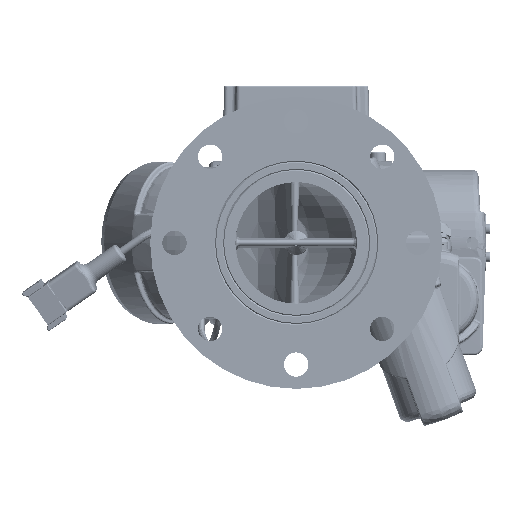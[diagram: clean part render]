
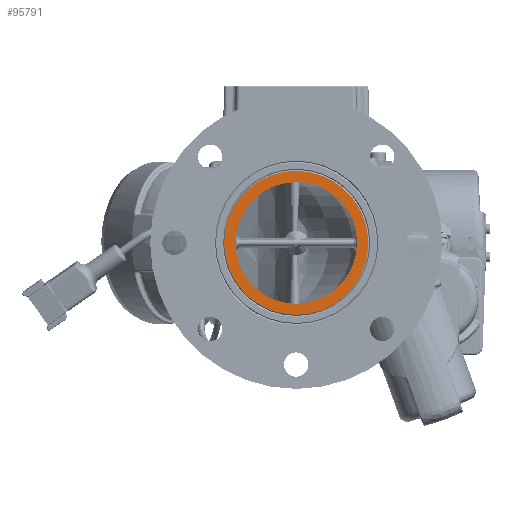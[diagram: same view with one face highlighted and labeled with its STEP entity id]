
A CAD part, front view. The second image highlights one B-rep face of the part: STEP entity #95791.
In plain terms, the highlighted planar face has unit normal (0, -1, 0).
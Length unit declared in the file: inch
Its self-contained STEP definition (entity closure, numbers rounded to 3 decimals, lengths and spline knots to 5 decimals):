
#1647 = CARTESIAN_POINT ( 'NONE',  ( 0., -5.2645, 0. ) ) ;
#10103 = AXIS2_PLACEMENT_3D ( 'NONE', #156183, #251230, #31757 ) ;
#12114 = AXIS2_PLACEMENT_3D ( 'NONE', #1647, #96642, #214994 ) ;
#26915 = DIRECTION ( 'NONE',  ( 0., 0., -1. ) ) ;
#27404 = EDGE_CURVE ( 'Defeatured_379_4+Defeatured_379_+Defeatured_379_+Defeatured_379_', #221630, #164897, #221891, .T. ) ;
#27431 = EDGE_LOOP ( 'NONE', ( #303625, #121377 ) ) ;
#31169 = PLANE ( 'NONE',  #12114 ) ;
#31757 = DIRECTION ( 'NONE',  ( 0., 0., 1. ) ) ;
#51803 = DIRECTION ( 'NONE',  ( 0., 1., 0. ) ) ;
#57806 = AXIS2_PLACEMENT_3D ( 'NONE', #71803, #163703, #84786 ) ;
#60337 = EDGE_CURVE ( 'Defeatured_379_4+Defeatured_379_+Defeatured_379_+Defeatured_379_', #164897, #221630, #82908, .T. ) ;
#64187 = CARTESIAN_POINT ( 'NONE',  ( 0., -5.2645, 1.875 ) ) ;
#69567 = EDGE_CURVE ( 'NONE', #93398, #254738, #84791, .T. ) ;
#70658 = CARTESIAN_POINT ( 'NONE',  ( 0., -5.2645, 0. ) ) ;
#71803 = CARTESIAN_POINT ( 'NONE',  ( 0., -5.2645, 0. ) ) ;
#79967 = CARTESIAN_POINT ( 'NONE',  ( 0., -5.2645, -1.875 ) ) ;
#82908 = CIRCLE ( 'NONE', #242083, 2.219 ) ;
#84786 = DIRECTION ( 'NONE',  ( 0., 0., -1. ) ) ;
#84791 = CIRCLE ( 'NONE', #10103, 1.875 ) ;
#93398 = VERTEX_POINT ( 'NONE', #79967 ) ;
#95791 = ADVANCED_FACE ( 'NONE', ( #261789, #242985 ), #31169, .F. ) ;
#96642 = DIRECTION ( 'NONE',  ( 0., 1., 0. ) ) ;
#96809 = ORIENTED_EDGE ( 'NONE', *, *, #60337, .F. ) ;
#115803 = DIRECTION ( 'NONE',  ( 0., 0., 1. ) ) ;
#121377 = ORIENTED_EDGE ( 'NONE', *, *, #69567, .F. ) ;
#142724 = CIRCLE ( 'NONE', #182824, 1.875 ) ;
#146121 = EDGE_CURVE ( 'NONE', #254738, #93398, #142724, .T. ) ;
#156183 = CARTESIAN_POINT ( 'NONE',  ( 0., -5.2645, 0. ) ) ;
#163703 = DIRECTION ( 'NONE',  ( 0., 1., 0. ) ) ;
#164897 = VERTEX_POINT ( 'NONE', #176735 ) ;
#176735 = CARTESIAN_POINT ( 'NONE',  ( 0., -5.2645, 2.219 ) ) ;
#182824 = AXIS2_PLACEMENT_3D ( 'NONE', #70658, #232695, #115803 ) ;
#214994 = DIRECTION ( 'NONE',  ( -1., 0., 0. ) ) ;
#221630 = VERTEX_POINT ( 'NONE', #228454 ) ;
#221864 = EDGE_LOOP ( 'NONE', ( #300172, #96809 ) ) ;
#221891 = CIRCLE ( 'NONE', #57806, 2.219 ) ;
#228454 = CARTESIAN_POINT ( 'NONE',  ( 0., -5.2645, -2.219 ) ) ;
#232695 = DIRECTION ( 'NONE',  ( 0., -1., 0. ) ) ;
#242083 = AXIS2_PLACEMENT_3D ( 'NONE', #269739, #51803, #26915 ) ;
#242985 = FACE_BOUND ( 'NONE', #27431, .T. ) ;
#251230 = DIRECTION ( 'NONE',  ( 0., -1., 0. ) ) ;
#254738 = VERTEX_POINT ( 'NONE', #64187 ) ;
#261789 = FACE_OUTER_BOUND ( 'NONE', #221864, .T. ) ;
#269739 = CARTESIAN_POINT ( 'NONE',  ( 0., -5.2645, 0. ) ) ;
#300172 = ORIENTED_EDGE ( 'NONE', *, *, #27404, .F. ) ;
#303625 = ORIENTED_EDGE ( 'NONE', *, *, #146121, .F. ) ;
